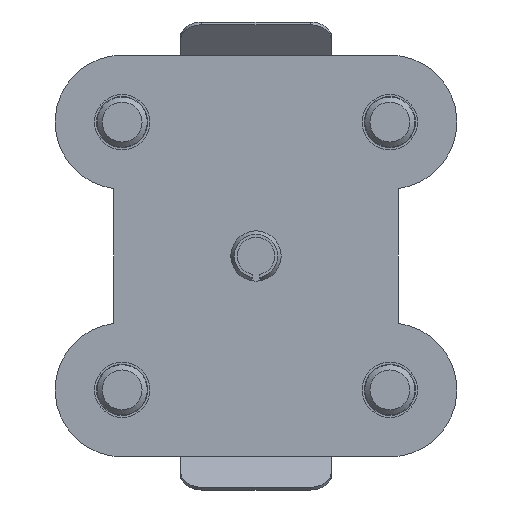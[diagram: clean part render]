
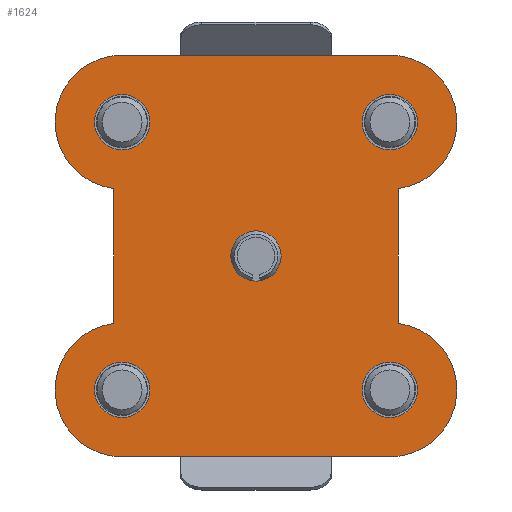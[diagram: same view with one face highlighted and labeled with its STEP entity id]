
A CAD part, front view. The second image highlights one B-rep face of the part: STEP entity #1624.
In plain terms, the highlighted planar face has unit normal (0, -1, 0).
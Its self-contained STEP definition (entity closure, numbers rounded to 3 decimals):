
#144=LINE('',#2567,#262);
#148=LINE('',#2577,#266);
#151=LINE('',#2585,#269);
#154=LINE('',#2593,#272);
#262=VECTOR('',#2022,1000.);
#266=VECTOR('',#2032,1000.);
#269=VECTOR('',#2041,1000.);
#272=VECTOR('',#2050,1000.);
#420=ORIENTED_EDGE('',*,*,#844,.T.);
#421=ORIENTED_EDGE('',*,*,#845,.T.);
#422=ORIENTED_EDGE('',*,*,#846,.T.);
#423=ORIENTED_EDGE('',*,*,#847,.T.);
#424=ORIENTED_EDGE('',*,*,#848,.T.);
#425=ORIENTED_EDGE('',*,*,#828,.F.);
#426=ORIENTED_EDGE('',*,*,#843,.F.);
#427=ORIENTED_EDGE('',*,*,#841,.F.);
#428=ORIENTED_EDGE('',*,*,#839,.F.);
#429=ORIENTED_EDGE('',*,*,#837,.F.);
#430=ORIENTED_EDGE('',*,*,#835,.F.);
#431=ORIENTED_EDGE('',*,*,#833,.F.);
#432=ORIENTED_EDGE('',*,*,#831,.F.);
#828=EDGE_CURVE('',#1048,#1049,#144,.T.);
#831=EDGE_CURVE('',#1049,#1050,#1189,.T.);
#833=EDGE_CURVE('',#1050,#1051,#148,.T.);
#835=EDGE_CURVE('',#1051,#1052,#1190,.T.);
#837=EDGE_CURVE('',#1052,#1053,#151,.T.);
#839=EDGE_CURVE('',#1053,#1054,#1191,.T.);
#841=EDGE_CURVE('',#1054,#1055,#154,.T.);
#843=EDGE_CURVE('',#1055,#1048,#1192,.T.);
#844=EDGE_CURVE('',#1056,#1056,#1193,.T.);
#845=EDGE_CURVE('',#1057,#1057,#1194,.T.);
#846=EDGE_CURVE('',#1058,#1058,#1195,.T.);
#847=EDGE_CURVE('',#1059,#1059,#1196,.T.);
#848=EDGE_CURVE('',#1060,#1060,#1197,.T.);
#1048=VERTEX_POINT('',#2568);
#1049=VERTEX_POINT('',#2569);
#1050=VERTEX_POINT('',#2574);
#1051=VERTEX_POINT('',#2578);
#1052=VERTEX_POINT('',#2582);
#1053=VERTEX_POINT('',#2586);
#1054=VERTEX_POINT('',#2590);
#1055=VERTEX_POINT('',#2594);
#1056=VERTEX_POINT('',#2600);
#1057=VERTEX_POINT('',#2602);
#1058=VERTEX_POINT('',#2604);
#1059=VERTEX_POINT('',#2606);
#1060=VERTEX_POINT('',#2608);
#1189=CIRCLE('',#1791,8.);
#1190=CIRCLE('',#1794,8.);
#1191=CIRCLE('',#1797,8.);
#1192=CIRCLE('',#1800,8.);
#1193=CIRCLE('',#1802,3.3);
#1194=CIRCLE('',#1803,3.3);
#1195=CIRCLE('',#1804,3.3);
#1196=CIRCLE('',#1805,3.3);
#1197=CIRCLE('',#1806,3.);
#1284=EDGE_LOOP('',(#420));
#1285=EDGE_LOOP('',(#421));
#1286=EDGE_LOOP('',(#422));
#1287=EDGE_LOOP('',(#423));
#1288=EDGE_LOOP('',(#424));
#1289=EDGE_LOOP('',(#425,#426,#427,#428,#429,#430,#431,#432));
#1430=FACE_BOUND('',#1284,.T.);
#1431=FACE_BOUND('',#1285,.T.);
#1432=FACE_BOUND('',#1286,.T.);
#1433=FACE_BOUND('',#1287,.T.);
#1434=FACE_BOUND('',#1288,.T.);
#1435=FACE_BOUND('',#1289,.T.);
#1567=PLANE('',#1801);
#1624=ADVANCED_FACE('',(#1430,#1431,#1432,#1433,#1434,#1435),#1567,.F.);
#1791=AXIS2_PLACEMENT_3D('',#2573,#2027,#2028);
#1794=AXIS2_PLACEMENT_3D('',#2581,#2036,#2037);
#1797=AXIS2_PLACEMENT_3D('',#2589,#2045,#2046);
#1800=AXIS2_PLACEMENT_3D('',#2597,#2054,#2055);
#1801=AXIS2_PLACEMENT_3D('',#2598,#2056,#2057);
#1802=AXIS2_PLACEMENT_3D('',#2599,#2058,#2059);
#1803=AXIS2_PLACEMENT_3D('',#2601,#2060,#2061);
#1804=AXIS2_PLACEMENT_3D('',#2603,#2062,#2063);
#1805=AXIS2_PLACEMENT_3D('',#2605,#2064,#2065);
#1806=AXIS2_PLACEMENT_3D('',#2607,#2066,#2067);
#2022=DIRECTION('',(0.,0.,1.));
#2027=DIRECTION('',(0.,1.,0.));
#2028=DIRECTION('',(1.,0.,0.));
#2032=DIRECTION('',(1.,0.,0.));
#2036=DIRECTION('',(0.,1.,0.));
#2037=DIRECTION('',(1.,0.,0.));
#2041=DIRECTION('',(0.,0.,-1.));
#2045=DIRECTION('',(0.,1.,0.));
#2046=DIRECTION('',(1.,0.,0.));
#2050=DIRECTION('',(-1.,0.,0.));
#2054=DIRECTION('',(0.,1.,0.));
#2055=DIRECTION('',(1.,0.,0.));
#2056=DIRECTION('',(0.,1.,0.));
#2057=DIRECTION('',(0.,0.,1.));
#2058=DIRECTION('',(0.,1.,0.));
#2059=DIRECTION('',(1.,0.,0.));
#2060=DIRECTION('',(0.,1.,0.));
#2061=DIRECTION('',(1.,0.,0.));
#2062=DIRECTION('',(0.,1.,0.));
#2063=DIRECTION('',(1.,0.,0.));
#2064=DIRECTION('',(0.,1.,0.));
#2065=DIRECTION('',(1.,0.,0.));
#2066=DIRECTION('',(0.,1.,0.));
#2067=DIRECTION('',(1.,0.,0.));
#2567=CARTESIAN_POINT('',(-17.,0.,-8.063));
#2568=CARTESIAN_POINT('',(-17.,0.,-8.063));
#2569=CARTESIAN_POINT('',(-17.,0.,8.063));
#2573=CARTESIAN_POINT('',(-16.,0.,16.));
#2574=CARTESIAN_POINT('',(-16.,0.,24.));
#2577=CARTESIAN_POINT('',(-16.,0.,24.));
#2578=CARTESIAN_POINT('',(16.,0.,24.));
#2581=CARTESIAN_POINT('',(16.,0.,16.));
#2582=CARTESIAN_POINT('',(17.,0.,8.063));
#2585=CARTESIAN_POINT('',(17.,0.,8.063));
#2586=CARTESIAN_POINT('',(17.,0.,-8.063));
#2589=CARTESIAN_POINT('',(16.,0.,-16.));
#2590=CARTESIAN_POINT('',(16.,0.,-24.));
#2593=CARTESIAN_POINT('',(16.,0.,-24.));
#2594=CARTESIAN_POINT('',(-16.,0.,-24.));
#2597=CARTESIAN_POINT('',(-16.,0.,-16.));
#2598=CARTESIAN_POINT('',(-16.,0.,16.));
#2599=CARTESIAN_POINT('',(16.,0.,-16.));
#2600=CARTESIAN_POINT('',(19.3,0.,-16.));
#2601=CARTESIAN_POINT('',(-16.,0.,-16.));
#2602=CARTESIAN_POINT('',(-12.7,0.,-16.));
#2603=CARTESIAN_POINT('',(16.,0.,16.));
#2604=CARTESIAN_POINT('',(19.3,0.,16.));
#2605=CARTESIAN_POINT('',(-16.,0.,16.));
#2606=CARTESIAN_POINT('',(-12.7,0.,16.));
#2607=CARTESIAN_POINT('',(0.,0.,0.));
#2608=CARTESIAN_POINT('',(3.,0.,0.));
